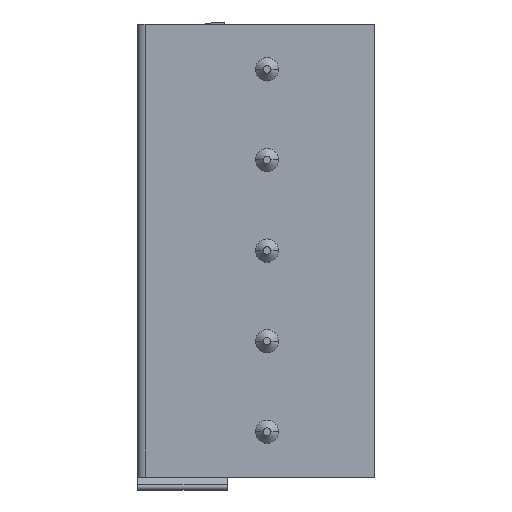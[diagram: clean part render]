
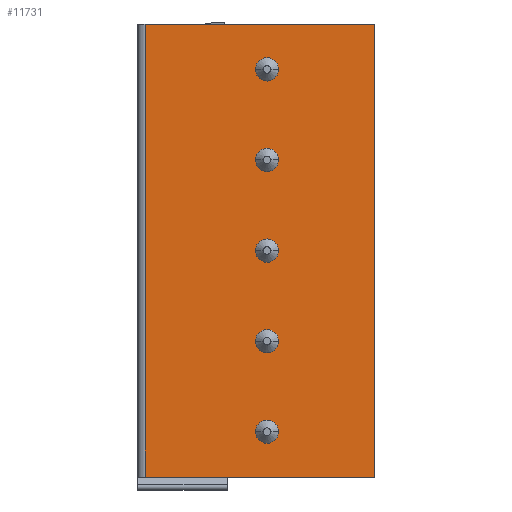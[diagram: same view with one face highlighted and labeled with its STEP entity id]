
A CAD part, left-side view. The second image highlights one B-rep face of the part: STEP entity #11731.
In plain terms, the highlighted planar face has unit normal (-1, 0, 0).
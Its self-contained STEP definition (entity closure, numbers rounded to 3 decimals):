
#50=DIRECTION('',(0.,1.,0.));
#51=VECTOR('',#50,8.85);
#52=CARTESIAN_POINT('',(-3.5,-4.575,-15.75));
#53=LINE('',#52,#51);
#1374=DIRECTION('',(0.,1.,0.));
#1375=VECTOR('',#1374,8.85);
#1376=CARTESIAN_POINT('',(-3.5,-4.575,1.75));
#1377=LINE('',#1376,#1375);
#2675=DIRECTION('',(0.,0.,-1.));
#2676=VECTOR('',#2675,17.5);
#2677=CARTESIAN_POINT('',(-3.5,-4.575,1.75));
#2678=LINE('',#2677,#2676);
#3367=DIRECTION('',(0.,0.,-1.));
#3368=VECTOR('',#3367,17.5);
#3369=CARTESIAN_POINT('',(-3.5,4.275,1.75));
#3370=LINE('',#3369,#3368);
#3371=CARTESIAN_POINT('',(-3.5,-0.425,0.));
#3372=DIRECTION('',(1.,0.,0.));
#3373=DIRECTION('',(0.,-1.,0.));
#3374=AXIS2_PLACEMENT_3D('',#3371,#3372,#3373);
#3376=CARTESIAN_POINT('',(-3.5,-0.425,0.));
#3377=DIRECTION('',(1.,0.,0.));
#3378=DIRECTION('',(0.,1.,0.));
#3379=AXIS2_PLACEMENT_3D('',#3376,#3377,#3378);
#3381=CARTESIAN_POINT('',(-3.5,-0.425,-3.5));
#3382=DIRECTION('',(1.,0.,0.));
#3383=DIRECTION('',(0.,-1.,0.));
#3384=AXIS2_PLACEMENT_3D('',#3381,#3382,#3383);
#3386=CARTESIAN_POINT('',(-3.5,-0.425,-3.5));
#3387=DIRECTION('',(1.,0.,0.));
#3388=DIRECTION('',(0.,1.,0.));
#3389=AXIS2_PLACEMENT_3D('',#3386,#3387,#3388);
#3391=CARTESIAN_POINT('',(-3.5,-0.425,-7.));
#3392=DIRECTION('',(1.,0.,0.));
#3393=DIRECTION('',(0.,-1.,0.));
#3394=AXIS2_PLACEMENT_3D('',#3391,#3392,#3393);
#3396=CARTESIAN_POINT('',(-3.5,-0.425,-7.));
#3397=DIRECTION('',(1.,0.,0.));
#3398=DIRECTION('',(0.,1.,0.));
#3399=AXIS2_PLACEMENT_3D('',#3396,#3397,#3398);
#3401=CARTESIAN_POINT('',(-3.5,-0.425,-10.5));
#3402=DIRECTION('',(1.,0.,0.));
#3403=DIRECTION('',(0.,-1.,0.));
#3404=AXIS2_PLACEMENT_3D('',#3401,#3402,#3403);
#3406=CARTESIAN_POINT('',(-3.5,-0.425,-10.5));
#3407=DIRECTION('',(1.,0.,0.));
#3408=DIRECTION('',(0.,1.,0.));
#3409=AXIS2_PLACEMENT_3D('',#3406,#3407,#3408);
#3411=CARTESIAN_POINT('',(-3.5,-0.425,-14.));
#3412=DIRECTION('',(1.,0.,0.));
#3413=DIRECTION('',(0.,-1.,0.));
#3414=AXIS2_PLACEMENT_3D('',#3411,#3412,#3413);
#3416=CARTESIAN_POINT('',(-3.5,-0.425,-14.));
#3417=DIRECTION('',(1.,0.,0.));
#3418=DIRECTION('',(0.,1.,0.));
#3419=AXIS2_PLACEMENT_3D('',#3416,#3417,#3418);
#5657=CARTESIAN_POINT('',(-3.5,4.275,-15.75));
#5659=VERTEX_POINT('',#5657);
#5661=CARTESIAN_POINT('',(-3.5,-4.575,-15.75));
#5662=VERTEX_POINT('',#5661);
#5677=CARTESIAN_POINT('',(-3.5,4.275,1.75));
#5679=VERTEX_POINT('',#5677);
#5681=CARTESIAN_POINT('',(-3.5,-4.575,1.75));
#5682=VERTEX_POINT('',#5681);
#6129=CARTESIAN_POINT('',(-3.5,-0.875,0.));
#6130=CARTESIAN_POINT('',(-3.5,0.025,0.));
#6131=VERTEX_POINT('',#6129);
#6132=VERTEX_POINT('',#6130);
#6927=CARTESIAN_POINT('',(-3.5,-0.875,-3.5));
#6928=CARTESIAN_POINT('',(-3.5,0.025,-3.5));
#6929=VERTEX_POINT('',#6927);
#6930=VERTEX_POINT('',#6928);
#7053=CARTESIAN_POINT('',(-3.5,-0.875,-7.));
#7054=CARTESIAN_POINT('',(-3.5,0.025,-7.));
#7055=VERTEX_POINT('',#7053);
#7056=VERTEX_POINT('',#7054);
#7179=CARTESIAN_POINT('',(-3.5,-0.875,-10.5));
#7180=CARTESIAN_POINT('',(-3.5,0.025,-10.5));
#7181=VERTEX_POINT('',#7179);
#7182=VERTEX_POINT('',#7180);
#7305=CARTESIAN_POINT('',(-3.5,-0.875,-14.));
#7306=CARTESIAN_POINT('',(-3.5,0.025,-14.));
#7307=VERTEX_POINT('',#7305);
#7308=VERTEX_POINT('',#7306);
#11689=CARTESIAN_POINT('',(-3.5,4.275,-15.75));
#11690=DIRECTION('',(-1.,0.,0.));
#11691=DIRECTION('',(0.,-1.,0.));
#11692=AXIS2_PLACEMENT_3D('',#11689,#11690,#11691);
#11693=PLANE('',#11692);
#11694=ORIENTED_EDGE('',*,*,#7340,.T.);
#11696=ORIENTED_EDGE('',*,*,#11695,.F.);
#11697=ORIENTED_EDGE('',*,*,#9030,.F.);
#11698=ORIENTED_EDGE('',*,*,#10711,.T.);
#11699=EDGE_LOOP('',(#11694,#11696,#11697,#11698));
#11700=FACE_OUTER_BOUND('',#11699,.F.);
#11702=ORIENTED_EDGE('',*,*,#11701,.F.);
#11704=ORIENTED_EDGE('',*,*,#11703,.F.);
#11705=EDGE_LOOP('',(#11702,#11704));
#11706=FACE_BOUND('',#11705,.F.);
#11708=ORIENTED_EDGE('',*,*,#11707,.F.);
#11710=ORIENTED_EDGE('',*,*,#11709,.F.);
#11711=EDGE_LOOP('',(#11708,#11710));
#11712=FACE_BOUND('',#11711,.F.);
#11714=ORIENTED_EDGE('',*,*,#11713,.F.);
#11716=ORIENTED_EDGE('',*,*,#11715,.F.);
#11717=EDGE_LOOP('',(#11714,#11716));
#11718=FACE_BOUND('',#11717,.F.);
#11720=ORIENTED_EDGE('',*,*,#11719,.F.);
#11722=ORIENTED_EDGE('',*,*,#11721,.F.);
#11723=EDGE_LOOP('',(#11720,#11722));
#11724=FACE_BOUND('',#11723,.F.);
#11726=ORIENTED_EDGE('',*,*,#11725,.F.);
#11728=ORIENTED_EDGE('',*,*,#11727,.F.);
#11729=EDGE_LOOP('',(#11726,#11728));
#11730=FACE_BOUND('',#11729,.F.);
#3375=CIRCLE('',#3374,0.45);
#3380=CIRCLE('',#3379,0.45);
#3385=CIRCLE('',#3384,0.45);
#3390=CIRCLE('',#3389,0.45);
#3395=CIRCLE('',#3394,0.45);
#3400=CIRCLE('',#3399,0.45);
#3405=CIRCLE('',#3404,0.45);
#3410=CIRCLE('',#3409,0.45);
#3415=CIRCLE('',#3414,0.45);
#3420=CIRCLE('',#3419,0.45);
#7340=EDGE_CURVE('',#5662,#5659,#53,.T.);
#9030=EDGE_CURVE('',#5682,#5679,#1377,.T.);
#10711=EDGE_CURVE('',#5682,#5662,#2678,.T.);
#11695=EDGE_CURVE('',#5679,#5659,#3370,.T.);
#11701=EDGE_CURVE('',#6131,#6132,#3375,.T.);
#11703=EDGE_CURVE('',#6132,#6131,#3380,.T.);
#11707=EDGE_CURVE('',#6929,#6930,#3385,.T.);
#11709=EDGE_CURVE('',#6930,#6929,#3390,.T.);
#11713=EDGE_CURVE('',#7055,#7056,#3395,.T.);
#11715=EDGE_CURVE('',#7056,#7055,#3400,.T.);
#11719=EDGE_CURVE('',#7181,#7182,#3405,.T.);
#11721=EDGE_CURVE('',#7182,#7181,#3410,.T.);
#11725=EDGE_CURVE('',#7307,#7308,#3415,.T.);
#11727=EDGE_CURVE('',#7308,#7307,#3420,.T.);
#11731=ADVANCED_FACE('',(#11700,#11706,#11712,#11718,#11724,#11730),#11693,.T.);
